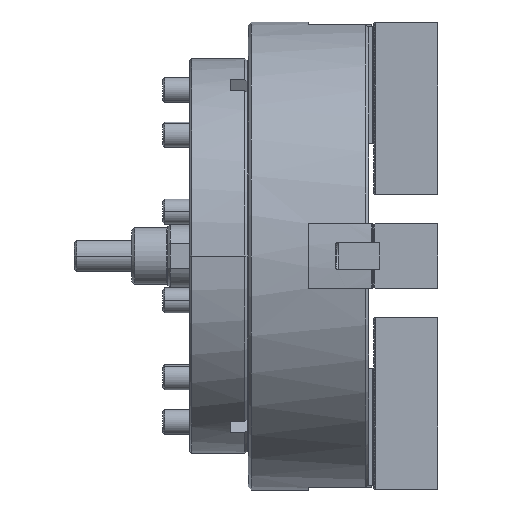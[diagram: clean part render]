
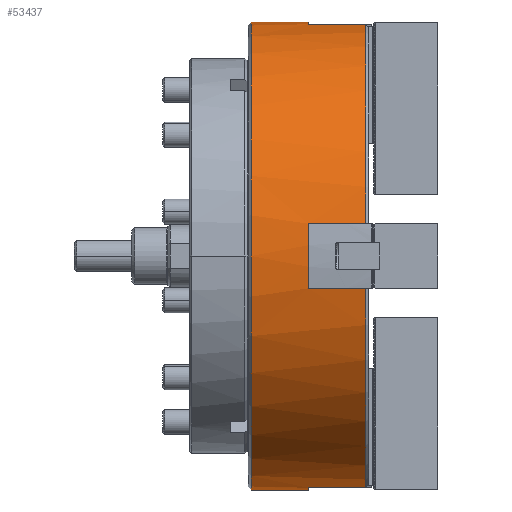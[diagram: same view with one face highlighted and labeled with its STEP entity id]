
A CAD part, front view. The second image highlights one B-rep face of the part: STEP entity #53437.
In plain terms, the highlighted cylindrical face has radius 225 mm (diameter 450 mm), a partial arc.
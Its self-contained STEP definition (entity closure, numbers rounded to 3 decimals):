
#1452 = CIRCLE ( 'NONE', #45334, 225. ) ;
#2083 = LINE ( 'NONE', #54211, #63325 ) ;
#2994 = ORIENTED_EDGE ( 'NONE', *, *, #23038, .T. ) ;
#3773 = ORIENTED_EDGE ( 'NONE', *, *, #39864, .T. ) ;
#4601 = AXIS2_PLACEMENT_3D ( 'NONE', #17594, #17410, #17085 ) ;
#5286 = VERTEX_POINT ( 'NONE', #38733 ) ;
#6006 = CARTESIAN_POINT ( 'NONE',  ( -58., 0., -225. ) ) ;
#6692 = DIRECTION ( 'NONE',  ( 1., 0., 0. ) ) ;
#6955 = EDGE_LOOP ( 'NONE', ( #58308, #2994, #40322, #50695, #11707, #70791, #55907, #3773, #75223, #41701, #13699, #44488 ) ) ;
#7065 = AXIS2_PLACEMENT_3D ( 'NONE', #53246, #17655, #59194 ) ;
#8374 = VERTEX_POINT ( 'NONE', #15003 ) ;
#10734 = EDGE_CURVE ( 'NONE', #14065, #68372, #36045, .T. ) ;
#10961 = CARTESIAN_POINT ( 'NONE',  ( -3., -31., -222.854 ) ) ;
#11707 = ORIENTED_EDGE ( 'NONE', *, *, #60785, .T. ) ;
#13699 = ORIENTED_EDGE ( 'NONE', *, *, #75936, .T. ) ;
#14065 = VERTEX_POINT ( 'NONE', #62064 ) ;
#14716 = AXIS2_PLACEMENT_3D ( 'NONE', #59168, #59085, #59065 ) ;
#14789 = FACE_OUTER_BOUND ( 'NONE', #6955, .T. ) ;
#15003 = CARTESIAN_POINT ( 'NONE',  ( -113., 0., 225. ) ) ;
#16027 = AXIS2_PLACEMENT_3D ( 'NONE', #30339, #6692, #54233 ) ;
#16888 = VERTEX_POINT ( 'NONE', #24389 ) ;
#16978 = EDGE_CURVE ( 'NONE', #17624, #19875, #42887, .T. ) ;
#17085 = DIRECTION ( 'NONE',  ( 0., 0., -1. ) ) ;
#17410 = DIRECTION ( 'NONE',  ( 1., 0., 0. ) ) ;
#17594 = CARTESIAN_POINT ( 'NONE',  ( -3., 0., 0. ) ) ;
#17624 = VERTEX_POINT ( 'NONE', #52858 ) ;
#17655 = DIRECTION ( 'NONE',  ( -1., 0., 0. ) ) ;
#19875 = VERTEX_POINT ( 'NONE', #52744 ) ;
#20082 = EDGE_CURVE ( 'NONE', #17624, #27856, #20084, .T. ) ;
#20084 = CIRCLE ( 'NONE', #4601, 225. ) ;
#20452 = DIRECTION ( 'NONE',  ( -1., 0., 0. ) ) ;
#21140 = CARTESIAN_POINT ( 'NONE',  ( 0., -222.854, -31. ) ) ;
#21642 = DIRECTION ( 'NONE',  ( 1., 0., 0. ) ) ;
#21789 = CIRCLE ( 'NONE', #7065, 225. ) ;
#22914 = DIRECTION ( 'NONE',  ( 1., 0., 0. ) ) ;
#23038 = EDGE_CURVE ( 'NONE', #8374, #16888, #51802, .T. ) ;
#23731 = LINE ( 'NONE', #38734, #25616 ) ;
#24389 = CARTESIAN_POINT ( 'NONE',  ( -113., 0., -225. ) ) ;
#24444 = LINE ( 'NONE', #52498, #69823 ) ;
#25210 = DIRECTION ( 'NONE',  ( 0., 0., -1. ) ) ;
#25382 = DIRECTION ( 'NONE',  ( -1., 0., 0. ) ) ;
#25482 = CARTESIAN_POINT ( 'NONE',  ( -58., 0., 0. ) ) ;
#25616 = VECTOR ( 'NONE', #62309, 1000. ) ;
#26923 = VERTEX_POINT ( 'NONE', #6006 ) ;
#26981 = DIRECTION ( 'NONE',  ( 0., 0., -1. ) ) ;
#27067 = DIRECTION ( 'NONE',  ( -1., 0., 0. ) ) ;
#27125 = VECTOR ( 'NONE', #20452, 1000. ) ;
#27133 = CARTESIAN_POINT ( 'NONE',  ( -58., 0., 0. ) ) ;
#27627 = CARTESIAN_POINT ( 'NONE',  ( 0., 0., -225. ) ) ;
#27856 = VERTEX_POINT ( 'NONE', #10961 ) ;
#28020 = AXIS2_PLACEMENT_3D ( 'NONE', #27133, #27067, #26981 ) ;
#28792 = LINE ( 'NONE', #27627, #39023 ) ;
#30339 = CARTESIAN_POINT ( 'NONE',  ( 0., 0., 0. ) ) ;
#33990 = EDGE_CURVE ( 'NONE', #26923, #5286, #36362, .T. ) ;
#35346 = DIRECTION ( 'NONE',  ( -1., 0., 0. ) ) ;
#35357 = VERTEX_POINT ( 'NONE', #72547 ) ;
#35852 = VERTEX_POINT ( 'NONE', #44004 ) ;
#36045 = CIRCLE ( 'NONE', #62691, 225. ) ;
#36362 = CIRCLE ( 'NONE', #28020, 225. ) ;
#37522 = VERTEX_POINT ( 'NONE', #38761 ) ;
#38733 = CARTESIAN_POINT ( 'NONE',  ( -58., -31., -222.854 ) ) ;
#38734 = CARTESIAN_POINT ( 'NONE',  ( 0., -222.854, 31. ) ) ;
#38761 = CARTESIAN_POINT ( 'NONE',  ( -58., 0., 225. ) ) ;
#39023 = VECTOR ( 'NONE', #21642, 1000. ) ;
#39864 = EDGE_CURVE ( 'NONE', #19875, #35357, #1452, .T. ) ;
#40322 = ORIENTED_EDGE ( 'NONE', *, *, #73778, .T. ) ;
#41288 = CARTESIAN_POINT ( 'NONE',  ( 0., -31., 222.854 ) ) ;
#41701 = ORIENTED_EDGE ( 'NONE', *, *, #10734, .F. ) ;
#42339 = VECTOR ( 'NONE', #35346, 1000. ) ;
#42887 = LINE ( 'NONE', #21140, #27125 ) ;
#44004 = CARTESIAN_POINT ( 'NONE',  ( -58., -31., 222.854 ) ) ;
#44488 = ORIENTED_EDGE ( 'NONE', *, *, #49794, .T. ) ;
#44579 = CYLINDRICAL_SURFACE ( 'NONE', #16027, 225. ) ;
#45327 = CARTESIAN_POINT ( 'NONE',  ( -3., -222.854, 31. ) ) ;
#45334 = AXIS2_PLACEMENT_3D ( 'NONE', #25482, #25382, #25210 ) ;
#46833 = EDGE_CURVE ( 'NONE', #35357, #68372, #23731, .T. ) ;
#48696 = DIRECTION ( 'NONE',  ( 1., 0., 0. ) ) ;
#48794 = CARTESIAN_POINT ( 'NONE',  ( -3., 0., 0. ) ) ;
#49794 = EDGE_CURVE ( 'NONE', #35852, #37522, #21789, .T. ) ;
#50695 = ORIENTED_EDGE ( 'NONE', *, *, #33990, .T. ) ;
#51802 = CIRCLE ( 'NONE', #14716, 225. ) ;
#52498 = CARTESIAN_POINT ( 'NONE',  ( 0., -31., -222.854 ) ) ;
#52744 = CARTESIAN_POINT ( 'NONE',  ( -58., -222.854, -31. ) ) ;
#52858 = CARTESIAN_POINT ( 'NONE',  ( -3., -222.854, -31. ) ) ;
#53246 = CARTESIAN_POINT ( 'NONE',  ( -58., 0., 0. ) ) ;
#53437 = ADVANCED_FACE ( 'NONE', ( #14789 ), #44579, .T. ) ;
#54211 = CARTESIAN_POINT ( 'NONE',  ( 0., 0., 225. ) ) ;
#54233 = DIRECTION ( 'NONE',  ( 0., 0., -1. ) ) ;
#55907 = ORIENTED_EDGE ( 'NONE', *, *, #16978, .T. ) ;
#58308 = ORIENTED_EDGE ( 'NONE', *, *, #70222, .F. ) ;
#59065 = DIRECTION ( 'NONE',  ( 0., 0., -1. ) ) ;
#59085 = DIRECTION ( 'NONE',  ( 1., 0., 0. ) ) ;
#59168 = CARTESIAN_POINT ( 'NONE',  ( -113., 0., 0. ) ) ;
#59194 = DIRECTION ( 'NONE',  ( 0., 0., -1. ) ) ;
#60134 = DIRECTION ( 'NONE',  ( 1., 0., 0. ) ) ;
#60785 = EDGE_CURVE ( 'NONE', #5286, #27856, #24444, .T. ) ;
#62064 = CARTESIAN_POINT ( 'NONE',  ( -3., -31., 222.854 ) ) ;
#62120 = DIRECTION ( 'NONE',  ( 0., 0., -1. ) ) ;
#62309 = DIRECTION ( 'NONE',  ( 1., 0., 0. ) ) ;
#62691 = AXIS2_PLACEMENT_3D ( 'NONE', #48794, #48696, #62120 ) ;
#63325 = VECTOR ( 'NONE', #60134, 1000. ) ;
#68372 = VERTEX_POINT ( 'NONE', #45327 ) ;
#69823 = VECTOR ( 'NONE', #22914, 1000. ) ;
#70222 = EDGE_CURVE ( 'NONE', #8374, #37522, #2083, .T. ) ;
#70791 = ORIENTED_EDGE ( 'NONE', *, *, #20082, .F. ) ;
#72547 = CARTESIAN_POINT ( 'NONE',  ( -58., -222.854, 31. ) ) ;
#73778 = EDGE_CURVE ( 'NONE', #16888, #26923, #28792, .T. ) ;
#73784 = LINE ( 'NONE', #41288, #42339 ) ;
#75223 = ORIENTED_EDGE ( 'NONE', *, *, #46833, .T. ) ;
#75936 = EDGE_CURVE ( 'NONE', #14065, #35852, #73784, .T. ) ;
